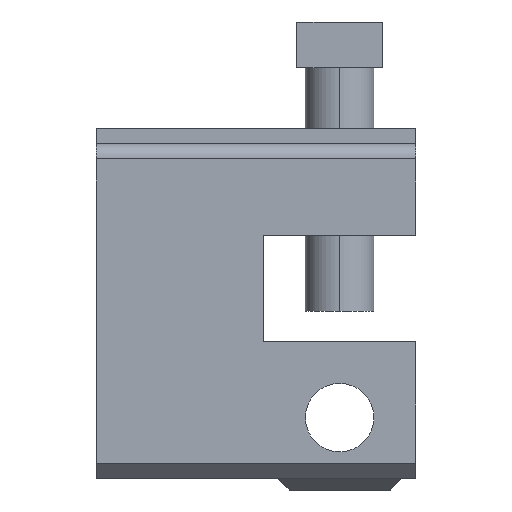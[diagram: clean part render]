
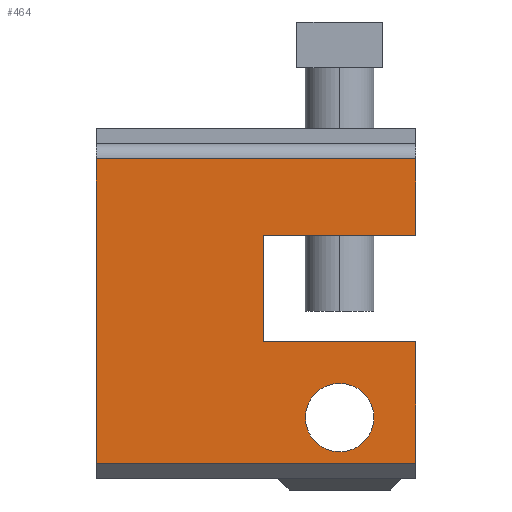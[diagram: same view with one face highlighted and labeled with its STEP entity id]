
A CAD part, front view. The second image highlights one B-rep face of the part: STEP entity #464.
In plain terms, the highlighted planar face has unit normal (0, -1, 0).
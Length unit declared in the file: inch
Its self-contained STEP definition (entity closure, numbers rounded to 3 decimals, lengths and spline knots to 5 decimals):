
#336=EDGE_CURVE('',#929,#930,#931,.T.);
#350=EDGE_CURVE('',#929,#957,#958,.T.);
#434=EDGE_CURVE('',#953,#994,#1099,.T.);
#446=EDGE_CURVE('',#1080,#1115,#1116,.T.);
#464=ADVANCED_FACE('',(#1146,#1147),#1148,.T.);
#478=EDGE_CURVE('',#1101,#1080,#1168,.T.);
#496=EDGE_CURVE('',#1193,#1031,#1194,.T.);
#556=EDGE_CURVE('',#994,#1193,#1281,.T.);
#562=EDGE_CURVE('',#1289,#953,#1290,.T.);
#608=EDGE_CURVE('',#930,#1289,#1355,.T.);
#632=EDGE_CURVE('',#1031,#957,#1387,.T.);
#732=EDGE_CURVE('',#1221,#1101,#1519,.T.);
#850=EDGE_CURVE('',#1115,#1221,#1654,.T.);
#929=VERTEX_POINT('',#1755);
#930=VERTEX_POINT('',#1756);
#931=LINE('',#1757,#1758);
#953=VERTEX_POINT('',#1793);
#957=VERTEX_POINT('',#1799);
#958=LINE('',#1800,#1801);
#994=VERTEX_POINT('',#1863);
#1031=VERTEX_POINT('',#1920);
#1080=VERTEX_POINT('',#2018);
#1099=LINE('',#2053,#2054);
#1101=VERTEX_POINT('',#2057);
#1115=VERTEX_POINT('',#2088);
#1116=B_SPLINE_CURVE_WITH_KNOTS('',3,(#2089,#2090,#2091,#2092),.UNSPECIFIED.,.F.,.F.,(4,4),(0.0,1.0),.UNSPECIFIED.);
#1146=FACE_BOUND('',#2143,.T.);
#1147=FACE_OUTER_BOUND('',#2144,.T.);
#1148=PLANE('',#2145);
#1168=B_SPLINE_CURVE_WITH_KNOTS('',3,(#2183,#2184,#2185,#2186),.UNSPECIFIED.,.F.,.F.,(4,4),(0.0,1.0),.UNSPECIFIED.);
#1193=VERTEX_POINT('',#2247);
#1194=LINE('',#2248,#2249);
#1221=VERTEX_POINT('',#2298);
#1281=LINE('',#2417,#2418);
#1289=VERTEX_POINT('',#2429);
#1290=LINE('',#2430,#2431);
#1355=LINE('',#2571,#2572);
#1387=LINE('',#2634,#2635);
#1519=B_SPLINE_CURVE_WITH_KNOTS('',3,(#2883,#2884,#2885,#2886),.UNSPECIFIED.,.F.,.F.,(4,4),(0.0,1.0),.UNSPECIFIED.);
#1654=B_SPLINE_CURVE_WITH_KNOTS('',3,(#3164,#3165,#3166,#3167),.UNSPECIFIED.,.F.,.F.,(4,4),(0.0,1.0),.UNSPECIFIED.);
#1755=CARTESIAN_POINT('',(2.625,0.,0.0));
#1756=CARTESIAN_POINT('',(2.625,0.,1.00014));
#1757=CARTESIAN_POINT('',(2.625,0.,0.0));
#1758=VECTOR('',#3252,1.0);
#1793=CARTESIAN_POINT('',(1.37499,0.,1.87514));
#1799=CARTESIAN_POINT('',(0.0,0.,0.0));
#1800=CARTESIAN_POINT('',(2.625,0.,0.0));
#1801=VECTOR('',#3258,1.);
#1863=CARTESIAN_POINT('',(2.625,0.,1.87514));
#1920=CARTESIAN_POINT('',(0.0,0.,2.50012));
#2018=CARTESIAN_POINT('',(1.71859,0.,0.37537));
#2053=CARTESIAN_POINT('',(2.3125,0.,1.87514));
#2054=VECTOR('',#3368,1.);
#2057=CARTESIAN_POINT('',(1.99984,0.,0.09412));
#2088=CARTESIAN_POINT('',(1.99984,0.,0.65662));
#2089=CARTESIAN_POINT('',(1.71859,0.,0.37537));
#2090=CARTESIAN_POINT('',(1.71859,0.,0.53069));
#2091=CARTESIAN_POINT('',(1.84451,0.,0.65662));
#2092=CARTESIAN_POINT('',(1.99984,0.,0.65662));
#2143=EDGE_LOOP('',(#3402,#3403,#3404,#3405));
#2144=EDGE_LOOP('',(#3406,#3407,#3408,#3409,#3410,#3411,#3412,#3413));
#2145=AXIS2_PLACEMENT_3D('',#3414,#3415,#3416);
#2183=CARTESIAN_POINT('',(1.99984,0.,0.09412));
#2184=CARTESIAN_POINT('',(1.84451,0.,0.09412));
#2185=CARTESIAN_POINT('',(1.71859,0.0,0.22004));
#2186=CARTESIAN_POINT('',(1.71859,0.0,0.37537));
#2247=CARTESIAN_POINT('',(2.625,0.,2.50012));
#2248=CARTESIAN_POINT('',(2.625,0.,2.50012));
#2249=VECTOR('',#3451,1.);
#2298=CARTESIAN_POINT('',(2.28109,0.,0.37537));
#2417=CARTESIAN_POINT('',(2.625,0.,0.0));
#2418=VECTOR('',#3526,1.0);
#2429=CARTESIAN_POINT('',(1.37499,0.,1.00014));
#2430=CARTESIAN_POINT('',(1.37499,0.,1.34385));
#2431=VECTOR('',#3544,1.0);
#2571=CARTESIAN_POINT('',(2.3125,0.,1.00014));
#2572=VECTOR('',#3612,1.);
#2634=CARTESIAN_POINT('',(0.0,0.,0.0));
#2635=VECTOR('',#3647,1.0);
#2883=CARTESIAN_POINT('',(2.28109,0.,0.37537));
#2884=CARTESIAN_POINT('',(2.28109,0.,0.22004));
#2885=CARTESIAN_POINT('',(2.15517,0.,0.09412));
#2886=CARTESIAN_POINT('',(1.99984,0.,0.09412));
#3164=CARTESIAN_POINT('',(1.99984,0.,0.65662));
#3165=CARTESIAN_POINT('',(2.15517,0.,0.65662));
#3166=CARTESIAN_POINT('',(2.28109,0.,0.53069));
#3167=CARTESIAN_POINT('',(2.28109,0.,0.37537));
#3252=DIRECTION('',(0.0,0.0,1.0));
#3258=DIRECTION('',(-1.0,0.0,0.0));
#3368=DIRECTION('',(1.0,0.0,0.0));
#3402=ORIENTED_EDGE('',*,*,#446,.T.);
#3403=ORIENTED_EDGE('',*,*,#850,.T.);
#3404=ORIENTED_EDGE('',*,*,#732,.T.);
#3405=ORIENTED_EDGE('',*,*,#478,.T.);
#3406=ORIENTED_EDGE('',*,*,#434,.T.);
#3407=ORIENTED_EDGE('',*,*,#556,.T.);
#3408=ORIENTED_EDGE('',*,*,#496,.T.);
#3409=ORIENTED_EDGE('',*,*,#632,.T.);
#3410=ORIENTED_EDGE('',*,*,#350,.F.);
#3411=ORIENTED_EDGE('',*,*,#336,.T.);
#3412=ORIENTED_EDGE('',*,*,#608,.T.);
#3413=ORIENTED_EDGE('',*,*,#562,.T.);
#3414=CARTESIAN_POINT('',(2.625,0.,1.25006));
#3415=DIRECTION('',(0.0,-1.0,0.0));
#3416=DIRECTION('',(0.0,0.0,1.0));
#3451=DIRECTION('',(-1.0,0.0,0.0));
#3526=DIRECTION('',(0.0,0.0,1.0));
#3544=DIRECTION('',(0.0,0.0,1.0));
#3612=DIRECTION('',(-1.0,0.0,0.0));
#3647=DIRECTION('',(0.0,0.0,-1.0));
